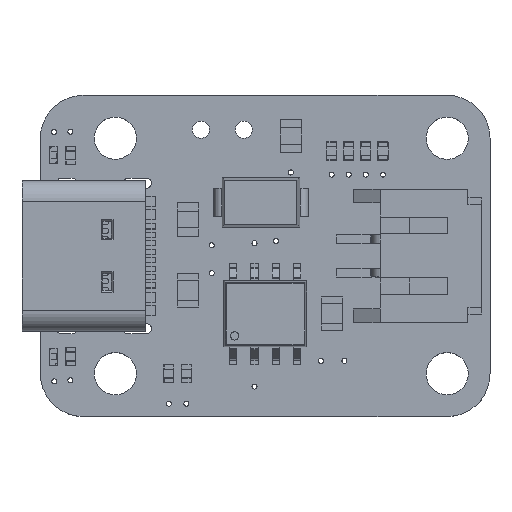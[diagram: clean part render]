
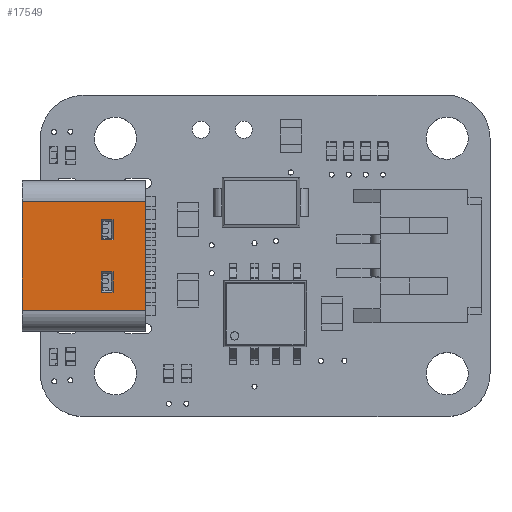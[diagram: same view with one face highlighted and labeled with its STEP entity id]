
A CAD part, top view. The second image highlights one B-rep face of the part: STEP entity #17549.
In plain terms, the highlighted planar face has unit normal (0, 0, 1).
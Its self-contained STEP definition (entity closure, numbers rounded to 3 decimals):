
#951=FACE_BOUND('',#3136,.T.);
#952=FACE_BOUND('',#3137,.T.);
#1284=PLANE('',#19051);
#2054=FACE_OUTER_BOUND('',#3135,.T.);
#3135=EDGE_LOOP('',(#14322,#14323,#14324,#14325));
#3136=EDGE_LOOP('',(#14326,#14327,#14328,#14329));
#3137=EDGE_LOOP('',(#14330,#14331,#14332,#14333));
#4639=LINE('',#27310,#6456);
#4682=LINE('',#27440,#6499);
#4683=LINE('',#27442,#6500);
#4684=LINE('',#27443,#6501);
#4685=LINE('',#27446,#6502);
#4686=LINE('',#27448,#6503);
#4687=LINE('',#27450,#6504);
#4688=LINE('',#27451,#6505);
#4689=LINE('',#27454,#6506);
#4690=LINE('',#27456,#6507);
#4691=LINE('',#27458,#6508);
#4692=LINE('',#27459,#6509);
#6456=VECTOR('',#22224,1000.);
#6499=VECTOR('',#22333,1000.);
#6500=VECTOR('',#22334,1000.);
#6501=VECTOR('',#22335,1000.);
#6502=VECTOR('',#22336,1000.);
#6503=VECTOR('',#22337,1000.);
#6504=VECTOR('',#22338,1000.);
#6505=VECTOR('',#22339,1000.);
#6506=VECTOR('',#22340,1000.);
#6507=VECTOR('',#22341,1000.);
#6508=VECTOR('',#22342,1000.);
#6509=VECTOR('',#22343,1000.);
#8628=VERTEX_POINT('',#27307);
#8629=VERTEX_POINT('',#27309);
#8683=VERTEX_POINT('',#27439);
#8684=VERTEX_POINT('',#27441);
#8685=VERTEX_POINT('',#27444);
#8686=VERTEX_POINT('',#27445);
#8687=VERTEX_POINT('',#27447);
#8688=VERTEX_POINT('',#27449);
#8689=VERTEX_POINT('',#27452);
#8690=VERTEX_POINT('',#27453);
#8691=VERTEX_POINT('',#27455);
#8692=VERTEX_POINT('',#27457);
#10610=EDGE_CURVE('',#8629,#8628,#4639,.T.);
#10677=EDGE_CURVE('',#8628,#8683,#4682,.T.);
#10678=EDGE_CURVE('',#8684,#8683,#4683,.T.);
#10679=EDGE_CURVE('',#8684,#8629,#4684,.T.);
#10680=EDGE_CURVE('',#8685,#8686,#4685,.T.);
#10681=EDGE_CURVE('',#8686,#8687,#4686,.T.);
#10682=EDGE_CURVE('',#8687,#8688,#4687,.T.);
#10683=EDGE_CURVE('',#8688,#8685,#4688,.T.);
#10684=EDGE_CURVE('',#8689,#8690,#4689,.T.);
#10685=EDGE_CURVE('',#8690,#8691,#4690,.T.);
#10686=EDGE_CURVE('',#8691,#8692,#4691,.T.);
#10687=EDGE_CURVE('',#8692,#8689,#4692,.T.);
#14322=ORIENTED_EDGE('',*,*,#10610,.T.);
#14323=ORIENTED_EDGE('',*,*,#10677,.T.);
#14324=ORIENTED_EDGE('',*,*,#10678,.F.);
#14325=ORIENTED_EDGE('',*,*,#10679,.T.);
#14326=ORIENTED_EDGE('',*,*,#10680,.T.);
#14327=ORIENTED_EDGE('',*,*,#10681,.T.);
#14328=ORIENTED_EDGE('',*,*,#10682,.T.);
#14329=ORIENTED_EDGE('',*,*,#10683,.T.);
#14330=ORIENTED_EDGE('',*,*,#10684,.T.);
#14331=ORIENTED_EDGE('',*,*,#10685,.T.);
#14332=ORIENTED_EDGE('',*,*,#10686,.T.);
#14333=ORIENTED_EDGE('',*,*,#10687,.T.);
#17549=ADVANCED_FACE('',(#2054,#951,#952),#1284,.F.);
#19051=AXIS2_PLACEMENT_3D('',#27438,#22331,#22332);
#22224=DIRECTION('',(-1.,0.,0.));
#22331=DIRECTION('center_axis',(0.,0.,
-1.));
#22332=DIRECTION('ref_axis',(1.,0.,0.));
#22333=DIRECTION('',(0.,-1.,0.));
#22334=DIRECTION('',(-1.,0.,0.));
#22335=DIRECTION('',(0.,1.,0.));
#22336=DIRECTION('',(1.,0.,0.));
#22337=DIRECTION('',(0.,-1.,0.));
#22338=DIRECTION('',(-1.,0.,0.));
#22339=DIRECTION('',(0.,1.,0.));
#22340=DIRECTION('',(1.,0.,0.));
#22341=DIRECTION('',(0.,-1.,0.));
#22342=DIRECTION('',(-1.,0.,0.));
#22343=DIRECTION('',(0.,1.,0.));
#27307=CARTESIAN_POINT('',(-3.22,-0.447,3.242));
#27309=CARTESIAN_POINT('',(3.22,-0.447,3.242));
#27310=CARTESIAN_POINT('',(-4.47,-0.447,3.242));
#27438=CARTESIAN_POINT('Origin',(-4.47,-7.747,3.242));
#27439=CARTESIAN_POINT('',(-3.22,-7.747,3.242));
#27440=CARTESIAN_POINT('',(-3.22,-7.747,3.242));
#27441=CARTESIAN_POINT('',(3.22,-7.747,3.242));
#27442=CARTESIAN_POINT('',(-4.47,-7.747,3.242));
#27443=CARTESIAN_POINT('',(3.22,-7.747,3.242));
#27444=CARTESIAN_POINT('',(-2.15,-2.347,3.242));
#27445=CARTESIAN_POINT('',(-0.95,-2.347,3.242));
#27446=CARTESIAN_POINT('',(-4.47,-2.347,3.242));
#27447=CARTESIAN_POINT('',(-0.95,-3.047,3.242));
#27448=CARTESIAN_POINT('',(-0.95,-7.747,3.242));
#27449=CARTESIAN_POINT('',(-2.15,-3.047,3.242));
#27450=CARTESIAN_POINT('',(-4.47,-3.047,3.242));
#27451=CARTESIAN_POINT('',(-2.15,-7.747,3.242));
#27452=CARTESIAN_POINT('',(0.95,-2.347,3.242));
#27453=CARTESIAN_POINT('',(2.15,-2.347,3.242));
#27454=CARTESIAN_POINT('',(-4.47,-2.347,3.242));
#27455=CARTESIAN_POINT('',(2.15,-3.047,3.242));
#27456=CARTESIAN_POINT('',(2.15,-7.747,3.242));
#27457=CARTESIAN_POINT('',(0.95,-3.047,3.242));
#27458=CARTESIAN_POINT('',(-4.47,-3.047,3.242));
#27459=CARTESIAN_POINT('',(0.95,-7.747,3.242));
